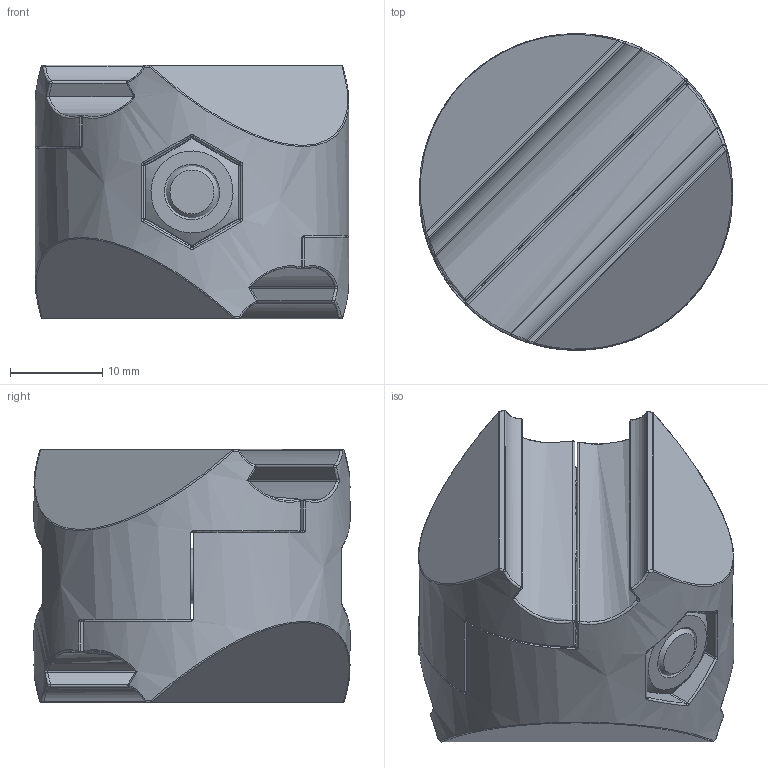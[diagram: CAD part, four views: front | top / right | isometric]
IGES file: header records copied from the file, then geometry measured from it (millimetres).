
Global section: file name: 350004; native system: Autodesk Inventor 2018; preprocessor: unknown; author: Swarna; date: 20190413.112027; units: millimetre
Bounding box: 34 x 34.32 x 27.5 mm (x, y, z)
Volume: 15980.5 mm3; surface area: 9093.4 mm2
Topology: 4 solids, 4 shells, 462 faces, 1009 edges, 558 vertices
Faces by surface type: bspline 462
